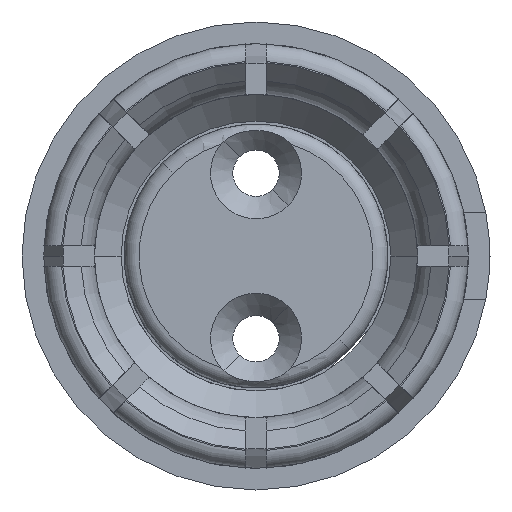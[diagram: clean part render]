
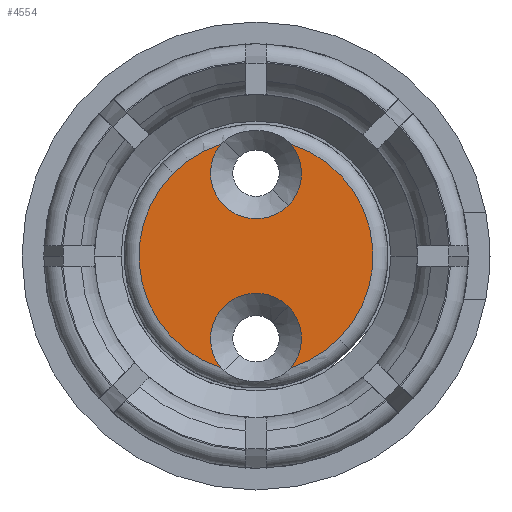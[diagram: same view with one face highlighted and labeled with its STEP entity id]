
A CAD part, front view. The second image highlights one B-rep face of the part: STEP entity #4554.
In plain terms, the highlighted planar face has unit normal (0, -1, 0).
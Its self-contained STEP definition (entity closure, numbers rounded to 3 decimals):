
#1780=CARTESIAN_POINT('',(0.,-15.03,-1.41));
#1781=DIRECTION('',(0.,1.,0.));
#1782=DIRECTION('',(0.707,0.,0.707));
#1783=AXIS2_PLACEMENT_3D('',#1780,#1781,#1782);
#1785=CARTESIAN_POINT('',(0.,-15.03,-1.41));
#1786=DIRECTION('',(0.,1.,0.));
#1787=DIRECTION('',(-0.771,0.,-0.637));
#1788=AXIS2_PLACEMENT_3D('',#1785,#1786,#1787);
#1790=CARTESIAN_POINT('',(0.,-15.03,0.));
#1791=DIRECTION('',(0.,1.,0.));
#1792=DIRECTION('',(-0.3,0.,-0.954));
#1793=AXIS2_PLACEMENT_3D('',#1790,#1791,#1792);
#1795=CARTESIAN_POINT('',(0.,-15.03,0.));
#1796=DIRECTION('',(0.,-1.,0.));
#1797=DIRECTION('',(-0.3,0.,0.954));
#1798=AXIS2_PLACEMENT_3D('',#1795,#1796,#1797);
#1800=CARTESIAN_POINT('',(0.,-15.03,1.41));
#1801=DIRECTION('',(0.,-1.,0.));
#1802=DIRECTION('',(-0.771,0.,0.637));
#1803=AXIS2_PLACEMENT_3D('',#1800,#1801,#1802);
#1805=CARTESIAN_POINT('',(0.,-15.03,1.41));
#1806=DIRECTION('',(0.,-1.,0.));
#1807=DIRECTION('',(0.707,0.,-0.707));
#1808=AXIS2_PLACEMENT_3D('',#1805,#1806,#1807);
#1810=CARTESIAN_POINT('',(0.,-15.03,0.));
#1811=DIRECTION('',(0.,-1.,0.));
#1812=DIRECTION('',(0.707,0.,-0.707));
#1813=AXIS2_PLACEMENT_3D('',#1810,#1811,#1812);
#1815=CARTESIAN_POINT('',(0.,-15.03,0.));
#1816=DIRECTION('',(0.,1.,0.));
#1817=DIRECTION('',(0.707,0.,-0.707));
#1818=AXIS2_PLACEMENT_3D('',#1815,#1816,#1817);
#2366=CARTESIAN_POINT('',(1.411,-15.03,-1.411));
#2368=VERTEX_POINT('',#2366);
#2373=CARTESIAN_POINT('',(-1.411,-15.03,1.411));
#2374=VERTEX_POINT('',#2373);
#2399=CARTESIAN_POINT('',(0.549,-15.03,0.861));
#2400=CARTESIAN_POINT('',(0.598,-15.03,1.904));
#2401=VERTEX_POINT('',#2399);
#2402=VERTEX_POINT('',#2400);
#2403=CARTESIAN_POINT('',(-0.598,-15.03,1.904));
#2404=VERTEX_POINT('',#2403);
#2445=CARTESIAN_POINT('',(0.549,-15.03,-0.861));
#2446=CARTESIAN_POINT('',(0.598,-15.03,-1.904));
#2447=VERTEX_POINT('',#2445);
#2448=VERTEX_POINT('',#2446);
#2449=CARTESIAN_POINT('',(-0.598,-15.03,-1.904));
#2450=VERTEX_POINT('',#2449);
#4532=CARTESIAN_POINT('',(0.,-15.03,0.));
#4533=DIRECTION('',(0.,-1.,0.));
#4534=DIRECTION('',(0.707,0.,-0.707));
#4535=AXIS2_PLACEMENT_3D('',#4532,#4533,#4534);
#4536=PLANE('',#4535);
#4538=ORIENTED_EDGE('',*,*,#4537,.F.);
#4540=ORIENTED_EDGE('',*,*,#4539,.F.);
#4542=ORIENTED_EDGE('',*,*,#4541,.T.);
#4544=ORIENTED_EDGE('',*,*,#4543,.F.);
#4545=ORIENTED_EDGE('',*,*,#4520,.T.);
#4547=ORIENTED_EDGE('',*,*,#4546,.T.);
#4549=ORIENTED_EDGE('',*,*,#4548,.F.);
#4551=ORIENTED_EDGE('',*,*,#4550,.T.);
#4552=EDGE_LOOP('',(#4538,#4540,#4542,#4544,#4545,#4547,#4549,#4551));
#4553=FACE_OUTER_BOUND('',#4552,.F.);
#4554=ADVANCED_FACE('',(#4553),#4536,.T.);
#1784=CIRCLE('',#1783,0.776);
#1789=CIRCLE('',#1788,0.776);
#1794=CIRCLE('',#1793,1.996);
#1799=CIRCLE('',#1798,1.996);
#1804=CIRCLE('',#1803,0.776);
#1809=CIRCLE('',#1808,0.776);
#1814=CIRCLE('',#1813,1.996);
#1819=CIRCLE('',#1818,1.996);
#4520=EDGE_CURVE('',#2404,#2401,#1804,.T.);
#4537=EDGE_CURVE('',#2447,#2448,#1784,.T.);
#4539=EDGE_CURVE('',#2450,#2447,#1789,.T.);
#4541=EDGE_CURVE('',#2450,#2374,#1794,.T.);
#4543=EDGE_CURVE('',#2404,#2374,#1799,.T.);
#4546=EDGE_CURVE('',#2401,#2402,#1809,.T.);
#4548=EDGE_CURVE('',#2368,#2402,#1814,.T.);
#4550=EDGE_CURVE('',#2368,#2448,#1819,.T.);
